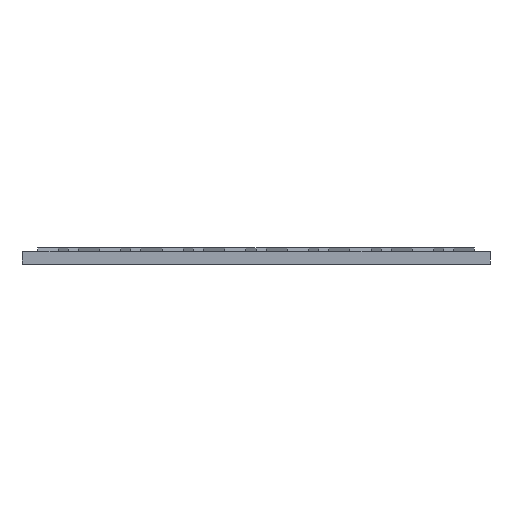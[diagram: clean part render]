
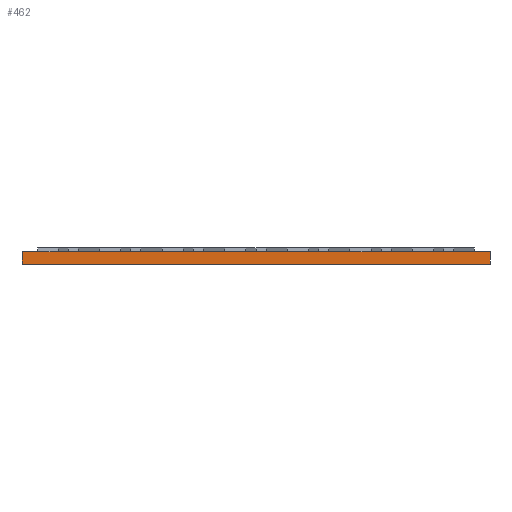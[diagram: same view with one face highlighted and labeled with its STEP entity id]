
A CAD part, left-side view. The second image highlights one B-rep face of the part: STEP entity #462.
In plain terms, the highlighted planar face has unit normal (-1, 0, 0).
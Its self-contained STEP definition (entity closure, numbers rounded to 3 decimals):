
#462=ADVANCED_FACE('',(#6659),#6661,.T.);
#6659=FACE_BOUND('',#6660,.T.);
#6660=EDGE_LOOP('',(#11884,#11885,#11886,#11887));
#6661=PLANE('',#6662);
#6662=AXIS2_PLACEMENT_3D('',#6663,#6664,#6665);
#6663=CARTESIAN_POINT('',(-3.,2.6,0.));
#6664=DIRECTION('',(-1.,0.,0.));
#6665=DIRECTION('',(0.,1.,0.));
#11884=ORIENTED_EDGE('',*,*,#14564,.T.);
#11885=ORIENTED_EDGE('',*,*,#15236,.T.);
#11886=ORIENTED_EDGE('',*,*,#15146,.F.);
#11887=ORIENTED_EDGE('',*,*,#15237,.F.);
#14564=EDGE_CURVE('',#16309,#16307,#16310,.T.);
#15146=EDGE_CURVE('',#17471,#17473,#17474,.T.);
#15236=EDGE_CURVE('',#16307,#17473,#17608,.T.);
#15237=EDGE_CURVE('',#16309,#17471,#17609,.T.);
#16307=VERTEX_POINT('',#19213);
#16309=VERTEX_POINT('',#19217);
#16310=LINE('',#19218,#19219);
#17471=VERTEX_POINT('',#21542);
#17473=VERTEX_POINT('',#21546);
#17474=LINE('',#21547,#21548);
#17608=LINE('',#21862,#21863);
#17609=LINE('',#21865,#21866);
#19213=CARTESIAN_POINT('',(-3.,77.4,0.));
#19217=CARTESIAN_POINT('',(-3.,2.6,0.));
#19218=CARTESIAN_POINT('',(-3.,2.6,0.));
#19219=VECTOR('',#19220,1.);
#19220=DIRECTION('',(0.,1.,0.));
#21542=CARTESIAN_POINT('',(-3.,2.6,-2.));
#21546=CARTESIAN_POINT('',(-3.,77.4,-2.));
#21547=CARTESIAN_POINT('',(-3.,2.6,-2.));
#21548=VECTOR('',#21549,1.);
#21549=DIRECTION('',(0.,1.,0.));
#21862=CARTESIAN_POINT('',(-3.,77.4,0.));
#21863=VECTOR('',#21864,1.);
#21864=DIRECTION('',(0.,0.,-1.));
#21865=CARTESIAN_POINT('',(-3.,2.6,0.));
#21866=VECTOR('',#21867,1.);
#21867=DIRECTION('',(0.,0.,-1.));
